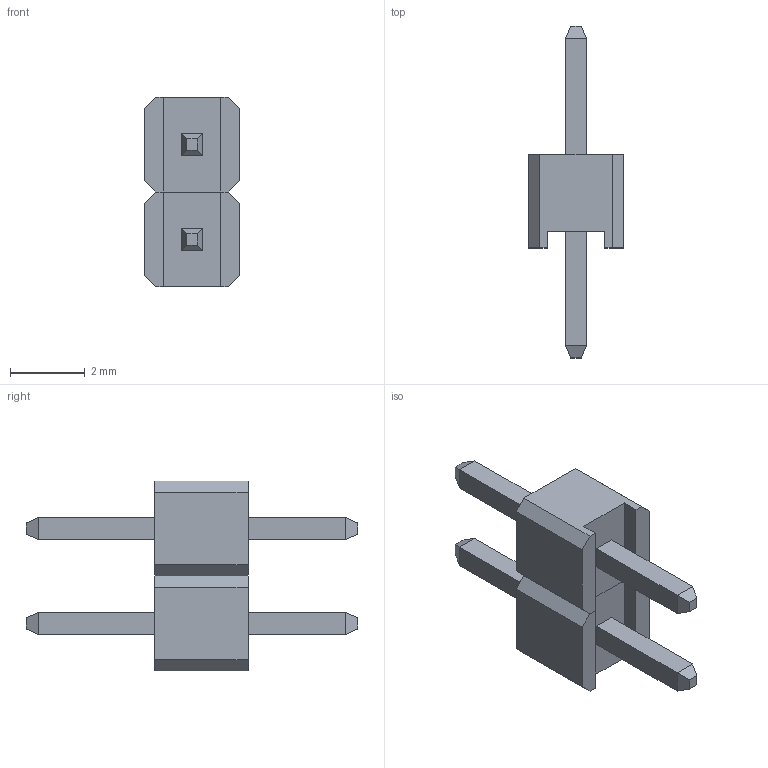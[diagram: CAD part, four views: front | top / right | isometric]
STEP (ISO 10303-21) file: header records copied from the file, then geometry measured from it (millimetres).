
FILE_DESCRIPTION (( 'STEP AP214' ), '1' );
FILE_NAME ('User Library-Header Vertical 2.54mm Pitch2-1.STEP', '2017-10-07T19:52:14', ( 'Windows User' ), ( '' ), 'SwSTEP 2.0', 'SolidWorks 2017', '' );
FILE_SCHEMA (( 'AUTOMOTIVE_DESIGN' ));
Length unit declared in the file: millimetre
Products named in the file (1): User Library-Header Vertical 2.54mm Pitch2-1
Bounding box: 2.54 x 8.88 x 5.08 mm (x, y, z)
Volume: 32.5 mm3; surface area: 104.7 mm2
Topology: 2 solids, 2 shells, 64 faces, 152 edges, 96 vertices
Faces by surface type: plane 64
Entity records: 2535 total; most frequent: CARTESIAN_POINT 313, ORIENTED_EDGE 304, DIRECTION 282, VECTOR 152, LINE 152, EDGE_CURVE 152, VERTEX_POINT 96, UNCERTAINTY_MEASURE_WITH_UNIT 68
